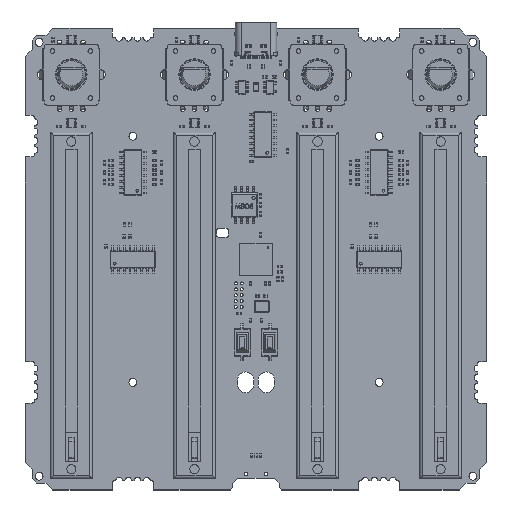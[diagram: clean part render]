
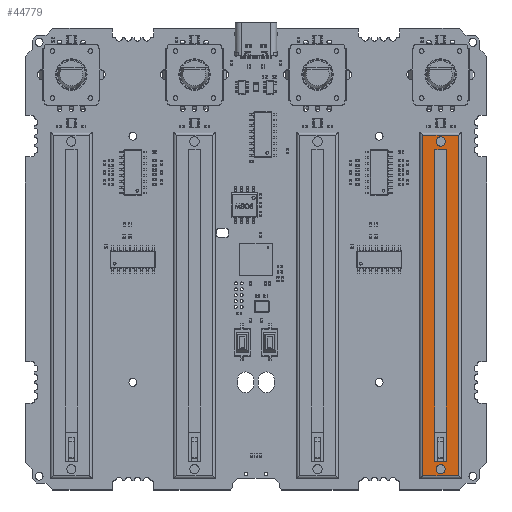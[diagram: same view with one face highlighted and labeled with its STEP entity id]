
A CAD part, top view. The second image highlights one B-rep face of the part: STEP entity #44779.
In plain terms, the highlighted face is planar.
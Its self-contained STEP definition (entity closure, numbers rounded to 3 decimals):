
#44336 = VERTEX_POINT('',#44337);
#44337 = CARTESIAN_POINT('',(36.9,6.5,-3.9));
#44349 = EDGE_CURVE('',#44350,#44336,#44352,.T.);
#44350 = VERTEX_POINT('',#44351);
#44351 = CARTESIAN_POINT('',(36.9,6.5,3.9));
#44352 = LINE('',#44353,#44354);
#44353 = CARTESIAN_POINT('',(36.9,6.5,3.9));
#44354 = VECTOR('',#44355,1.);
#44355 = DIRECTION('',(0.,0.,-1.));
#44379 = EDGE_CURVE('',#44380,#44350,#44382,.T.);
#44380 = VERTEX_POINT('',#44381);
#44381 = CARTESIAN_POINT('',(-36.9,6.5,3.9));
#44382 = LINE('',#44383,#44384);
#44383 = CARTESIAN_POINT('',(-36.9,6.5,3.9));
#44384 = VECTOR('',#44385,1.);
#44385 = DIRECTION('',(1.,0.,0.));
#44409 = EDGE_CURVE('',#44410,#44380,#44412,.T.);
#44410 = VERTEX_POINT('',#44411);
#44411 = CARTESIAN_POINT('',(-36.9,6.5,-3.9));
#44412 = LINE('',#44413,#44414);
#44413 = CARTESIAN_POINT('',(-36.9,6.5,-3.9));
#44414 = VECTOR('',#44415,1.);
#44415 = DIRECTION('',(0.,0.,1.));
#44751 = EDGE_CURVE('',#44752,#44754,#44756,.T.);
#44752 = VERTEX_POINT('',#44753);
#44753 = CARTESIAN_POINT('',(-34.5,6.5,0.));
#44754 = VERTEX_POINT('',#44755);
#44755 = CARTESIAN_POINT('',(-36.5,6.5,0.));
#44756 = CIRCLE('',#44757,1.);
#44757 = AXIS2_PLACEMENT_3D('',#44758,#44759,#44760);
#44758 = CARTESIAN_POINT('',(-35.5,6.5,0.));
#44759 = DIRECTION('',(-0.,1.,0.));
#44760 = DIRECTION('',(1.,0.,0.));
#44779 = ADVANCED_FACE('',(#44780,#44791,#44801,#44821),#44855,.T.);
#44780 = FACE_BOUND('',#44781,.F.);
#44781 = EDGE_LOOP('',(#44782,#44783,#44784,#44785));
#44782 = ORIENTED_EDGE('',*,*,#44349,.F.);
#44783 = ORIENTED_EDGE('',*,*,#44379,.F.);
#44784 = ORIENTED_EDGE('',*,*,#44409,.F.);
#44785 = ORIENTED_EDGE('',*,*,#44786,.F.);
#44786 = EDGE_CURVE('',#44336,#44410,#44787,.T.);
#44787 = LINE('',#44788,#44789);
#44788 = CARTESIAN_POINT('',(36.9,6.5,-3.9));
#44789 = VECTOR('',#44790,1.);
#44790 = DIRECTION('',(-1.,0.,0.));
#44791 = FACE_BOUND('',#44792,.F.);
#44792 = EDGE_LOOP('',(#44793,#44794));
#44793 = ORIENTED_EDGE('',*,*,#44751,.T.);
#44794 = ORIENTED_EDGE('',*,*,#44795,.T.);
#44795 = EDGE_CURVE('',#44754,#44752,#44796,.T.);
#44796 = CIRCLE('',#44797,1.);
#44797 = AXIS2_PLACEMENT_3D('',#44798,#44799,#44800);
#44798 = CARTESIAN_POINT('',(-35.5,6.5,0.));
#44799 = DIRECTION('',(0.,1.,-0.));
#44800 = DIRECTION('',(-1.,0.,0.));
#44801 = FACE_BOUND('',#44802,.F.);
#44802 = EDGE_LOOP('',(#44803,#44814));
#44803 = ORIENTED_EDGE('',*,*,#44804,.T.);
#44804 = EDGE_CURVE('',#44805,#44807,#44809,.T.);
#44805 = VERTEX_POINT('',#44806);
#44806 = CARTESIAN_POINT('',(36.5,6.5,0.));
#44807 = VERTEX_POINT('',#44808);
#44808 = CARTESIAN_POINT('',(34.5,6.5,0.));
#44809 = CIRCLE('',#44810,1.);
#44810 = AXIS2_PLACEMENT_3D('',#44811,#44812,#44813);
#44811 = CARTESIAN_POINT('',(35.5,6.5,0.));
#44812 = DIRECTION('',(-0.,1.,0.));
#44813 = DIRECTION('',(1.,0.,0.));
#44814 = ORIENTED_EDGE('',*,*,#44815,.T.);
#44815 = EDGE_CURVE('',#44807,#44805,#44816,.T.);
#44816 = CIRCLE('',#44817,1.);
#44817 = AXIS2_PLACEMENT_3D('',#44818,#44819,#44820);
#44818 = CARTESIAN_POINT('',(35.5,6.5,0.));
#44819 = DIRECTION('',(0.,1.,-0.));
#44820 = DIRECTION('',(-1.,0.,0.));
#44821 = FACE_BOUND('',#44822,.F.);
#44822 = EDGE_LOOP('',(#44823,#44833,#44841,#44849));
#44823 = ORIENTED_EDGE('',*,*,#44824,.T.);
#44824 = EDGE_CURVE('',#44825,#44827,#44829,.T.);
#44825 = VERTEX_POINT('',#44826);
#44826 = CARTESIAN_POINT('',(-33.75,6.5,-1.25));
#44827 = VERTEX_POINT('',#44828);
#44828 = CARTESIAN_POINT('',(-33.75,6.5,1.25));
#44829 = LINE('',#44830,#44831);
#44830 = CARTESIAN_POINT('',(-33.75,6.5,-1.25));
#44831 = VECTOR('',#44832,1.);
#44832 = DIRECTION('',(0.,0.,1.));
#44833 = ORIENTED_EDGE('',*,*,#44834,.T.);
#44834 = EDGE_CURVE('',#44827,#44835,#44837,.T.);
#44835 = VERTEX_POINT('',#44836);
#44836 = CARTESIAN_POINT('',(33.75,6.5,1.25));
#44837 = LINE('',#44838,#44839);
#44838 = CARTESIAN_POINT('',(-33.75,6.5,1.25));
#44839 = VECTOR('',#44840,1.);
#44840 = DIRECTION('',(1.,0.,0.));
#44841 = ORIENTED_EDGE('',*,*,#44842,.T.);
#44842 = EDGE_CURVE('',#44835,#44843,#44845,.T.);
#44843 = VERTEX_POINT('',#44844);
#44844 = CARTESIAN_POINT('',(33.75,6.5,-1.25));
#44845 = LINE('',#44846,#44847);
#44846 = CARTESIAN_POINT('',(33.75,6.5,1.25));
#44847 = VECTOR('',#44848,1.);
#44848 = DIRECTION('',(0.,0.,-1.));
#44849 = ORIENTED_EDGE('',*,*,#44850,.T.);
#44850 = EDGE_CURVE('',#44843,#44825,#44851,.T.);
#44851 = LINE('',#44852,#44853);
#44852 = CARTESIAN_POINT('',(33.75,6.5,-1.25));
#44853 = VECTOR('',#44854,1.);
#44854 = DIRECTION('',(-1.,0.,0.));
#44855 = PLANE('',#44856);
#44856 = AXIS2_PLACEMENT_3D('',#44857,#44858,#44859);
#44857 = CARTESIAN_POINT('',(0.,6.5,0.));
#44858 = DIRECTION('',(0.,1.,0.));
#44859 = DIRECTION('',(1.,0.,0.));
